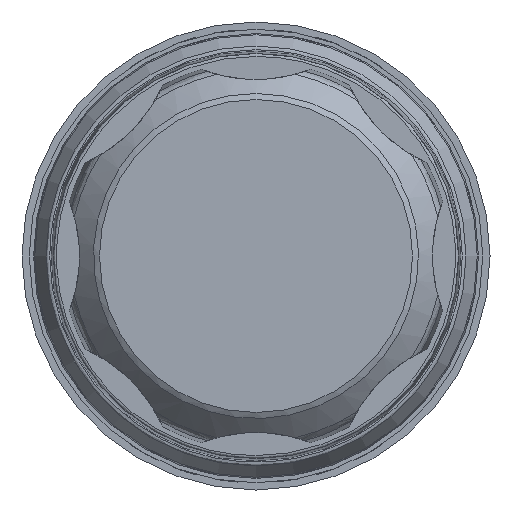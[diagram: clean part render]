
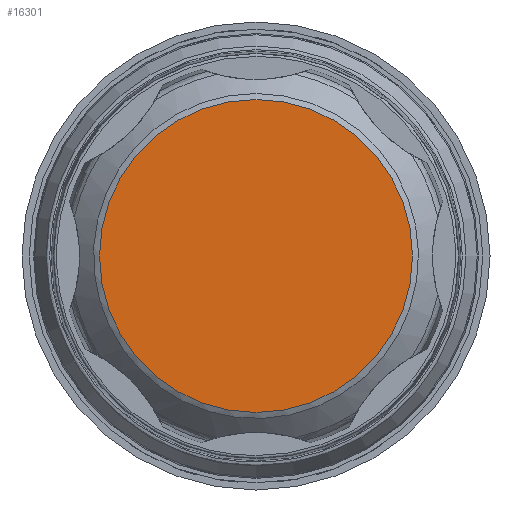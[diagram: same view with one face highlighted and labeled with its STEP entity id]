
A CAD part, left-side view. The second image highlights one B-rep face of the part: STEP entity #16301.
In plain terms, the highlighted planar face has unit normal (-1, 0, 0).
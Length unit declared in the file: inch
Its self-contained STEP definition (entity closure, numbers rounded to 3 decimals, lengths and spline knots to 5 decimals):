
#5034 = AXIS2_PLACEMENT_3D ( 'NONE', #21994, #7659, #10921 ) ;
#5353 = DIRECTION ( 'NONE',  ( -1., 0., 0. ) ) ;
#5518 = DIRECTION ( 'NONE',  ( 0., 0., 1. ) ) ;
#7659 = DIRECTION ( 'NONE',  ( -1., 0., 0. ) ) ;
#10680 = CIRCLE ( 'NONE', #13408, 0.54172 ) ;
#10921 = DIRECTION ( 'NONE',  ( 0., 0., 1. ) ) ;
#12301 = FACE_OUTER_BOUND ( 'NONE', #44958, .T. ) ;
#13408 = AXIS2_PLACEMENT_3D ( 'NONE', #33574, #5353, #5518 ) ;
#16301 = ADVANCED_FACE ( 'NONE', ( #12301 ), #25465, .T. ) ;
#19606 = VERTEX_POINT ( 'NONE', #41475 ) ;
#21994 = CARTESIAN_POINT ( 'NONE',  ( -3.48, 0., 0. ) ) ;
#25465 = PLANE ( 'NONE',  #5034 ) ;
#32279 = ORIENTED_EDGE ( 'NONE', *, *, #38667, .T. ) ;
#33574 = CARTESIAN_POINT ( 'NONE',  ( -3.48, 0., 0. ) ) ;
#38667 = EDGE_CURVE ( 'NONE', #19606, #19606, #10680, .T. ) ;
#41475 = CARTESIAN_POINT ( 'NONE',  ( -3.48, 0., 0.54172 ) ) ;
#44958 = EDGE_LOOP ( 'NONE', ( #32279 ) ) ;
